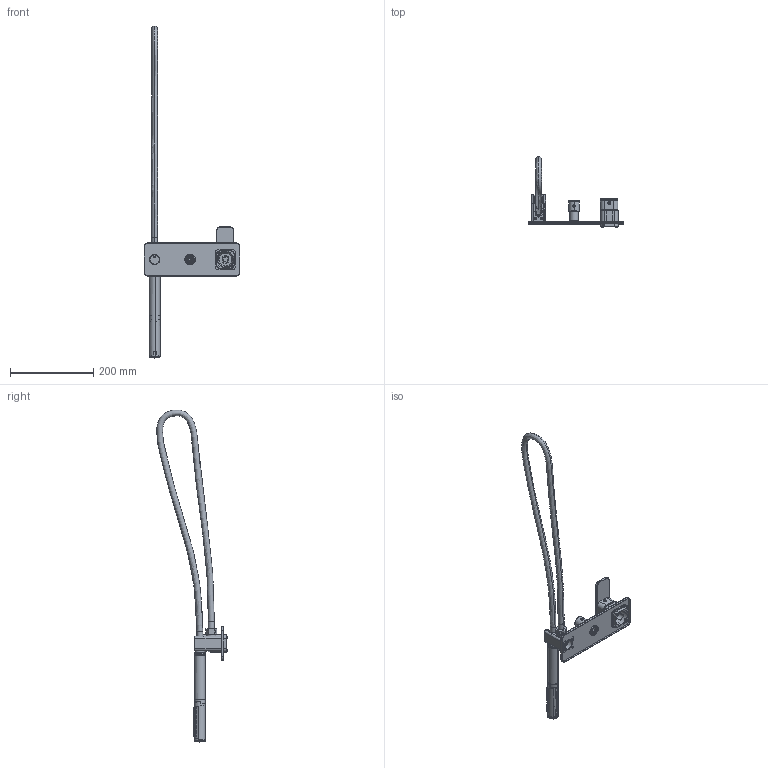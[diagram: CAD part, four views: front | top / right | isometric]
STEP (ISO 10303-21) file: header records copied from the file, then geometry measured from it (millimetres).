
FILE_DESCRIPTION((''),'2;1');
FILE_NAME('1E7012CP_ASM_ASM','2023-06-17T',('Administrator'),(''),'PRO/ENGINEER BY PARAMETRIC TECHNOLOGY CORPORATION, 2010280','PRO/ENGINEER BY PARAMETRIC TECHNOLOGY CORPORATION, 2010280','');
FILE_SCHEMA(('CONFIG_CONTROL_DESIGN'));
Products named in the file (24): 2E7006-31CP_14; 3ZS1004_2; 2A1018-21CP_16; 2E7016-32CP_2; 2E7009-21CP_10; 2E7012-31CP_15; 2E7012-34-01NT_18; 2E7012-34-02NT_6; 2E7012-34CP_ASM_3_ASM; 2E7012-37NT_3; 2E7012-36CP_19; HOJ0905-001_BODY_16_1_1_1; PKE0030WXX_20_1_1_1; PTE0092WBK_17_1_1_1; HOJ0905-009_ASM_20_ASM_ASM_1_AS_ASM; PPE0074WBK_19_1_1_1; PKE0031WXX_6_1_1_1; HOJ0905_ASM_12_ASM_ASM_1_ASM_1__ASM; 2E7012-35CP_ASM_3_ASM; 2E7018-33NT_3; 3LS1001NT_2; 3ZS1006NT_2; 1E7012CP_ASM_30_ASM; 1E7012CP_ASM_ASM
Assembly tree (28 placements, depth 6):
  1E7012CP_ASM_ASM
    1E7012CP_ASM_30_ASM
      2E7006-31CP_14
      3ZS1004_2
      2A1018-21CP_16
      2E7016-32CP_2
      2E7009-21CP_10
      2E7012-31CP_15
      2E7012-34CP_ASM_3_ASM
        2E7012-34-01NT_18
        2E7012-34-02NT_6
      2E7012-37NT_3
      2E7012-36CP_19
      2E7012-35CP_ASM_3_ASM
        HOJ0905_ASM_12_ASM_ASM_1_ASM_1__ASM
          HOJ0905-001_BODY_16_1_1_1
          HOJ0905-009_ASM_20_ASM_ASM_1_AS_ASM
            PKE0030WXX_20_1_1_1
            PTE0092WBK_17_1_1_1
          PPE0074WBK_19_1_1_1
          PKE0031WXX_6_1_1_1
      2E7018-33NT_3  x2
      3LS1001NT_2  x4
      3ZS1006NT_2  x2
Bounding box: 230 x 169.26 x 796.64 mm (x, y, z)
Volume: 346004.2 mm3; surface area: 229027.4 mm2
Topology: 23 solids, 23 shells, 2200 faces, 6067 edges, 4020 vertices
Faces by surface type: cylinder 598, plane 573, cone 494, bspline 313, torus 205, sphere 17
Entity records: 106802 total; most frequent: CARTESIAN_POINT 56957, ORIENTED_EDGE 11228, DIRECTION 8888, EDGE_CURVE 5614, VERTEX_POINT 3721, AXIS2_PLACEMENT_3D 3429, EDGE_LOOP 2493, FACE_OUTER_BOUND 2049
